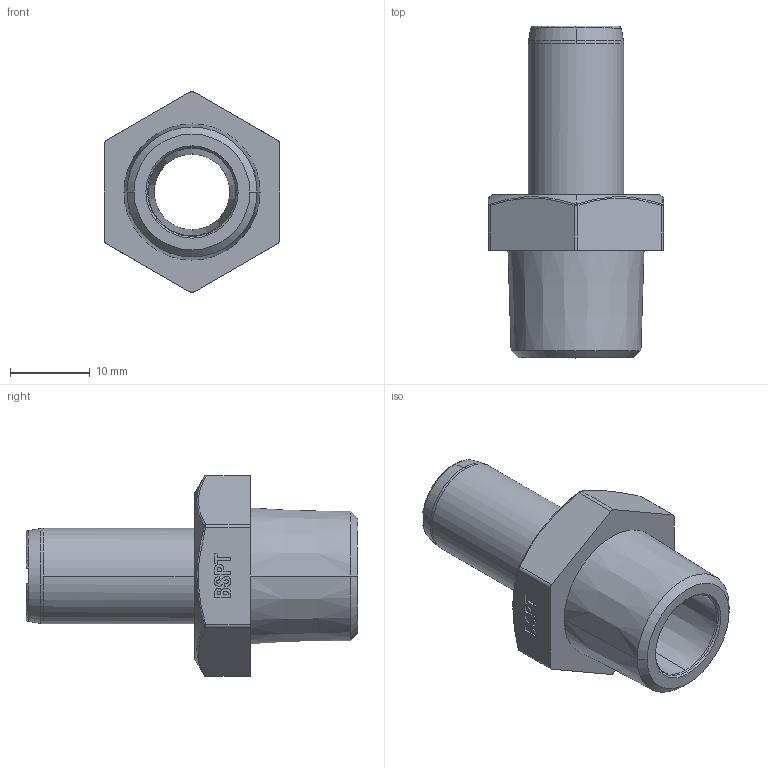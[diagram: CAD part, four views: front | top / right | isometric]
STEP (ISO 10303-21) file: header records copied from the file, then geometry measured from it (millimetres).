
FILE_DESCRIPTION(('STEP AP214'),'1');
FILE_NAME('6821_12_17.stp','2016-07-07T14:44:37',('TraceParts'),('TraceParts S.A.'),'Spatial InterOp 3D',' ',' ');
FILE_SCHEMA(('automotive_design'));
Length unit declared in the file: millimetre
Products named in the file (1): Solide1
Bounding box: 22 x 41.7 x 25.25 mm (x, y, z)
Volume: 4049.3 mm3; surface area: 4340.9 mm2
Topology: 1 solids, 1 shells, 182 faces, 489 edges, 322 vertices
Faces by surface type: plane 74, bspline 64, cylinder 18, torus 14, cone 12
Entity records: 8421 total; most frequent: CARTESIAN_POINT 2550, ORIENTED_EDGE 978, DIRECTION 829, EDGE_CURVE 489, VERTEX_POINT 322, AXIS2_PLACEMENT_3D 293, LINE 243, VECTOR 243
